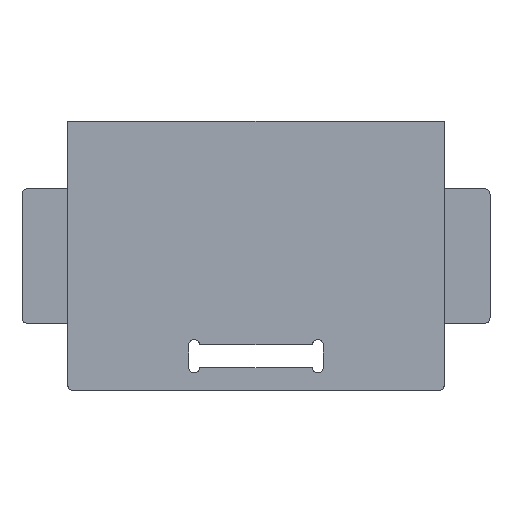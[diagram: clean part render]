
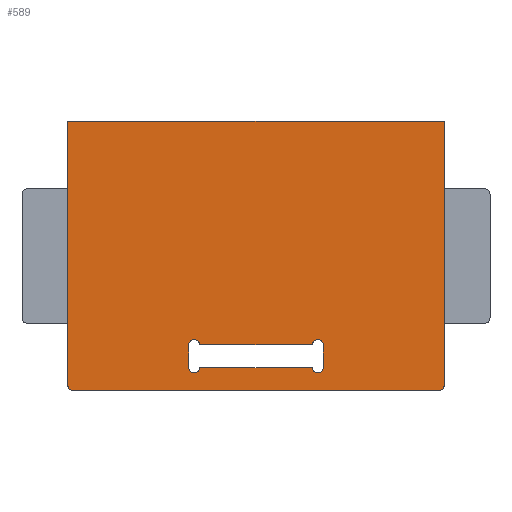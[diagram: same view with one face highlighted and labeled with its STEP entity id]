
A CAD part, top view. The second image highlights one B-rep face of the part: STEP entity #589.
In plain terms, the highlighted planar face has unit normal (0, 0, 1).
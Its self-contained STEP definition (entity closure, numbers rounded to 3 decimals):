
#15=FACE_BOUND('',#103,.T.);
#18=CIRCLE('',#610,2.);
#20=CIRCLE('',#614,2.);
#22=CIRCLE('',#619,2.);
#24=CIRCLE('',#622,2.);
#36=CIRCLE('',#644,2.);
#37=CIRCLE('',#647,2.);
#71=FACE_OUTER_BOUND('',#102,.T.);
#102=EDGE_LOOP('',(#504,#505,#506,#507,#508,#509));
#103=EDGE_LOOP('',(#510,#511,#512,#513,#514,#515,#516,#517));
#118=LINE('',#840,#182);
#131=LINE('',#866,#195);
#133=LINE('',#871,#197);
#138=LINE('',#885,#202);
#142=LINE('',#898,#206);
#146=LINE('',#906,#210);
#169=LINE('',#978,#233);
#171=LINE('',#981,#235);
#182=VECTOR('',#670,10.);
#195=VECTOR('',#685,10.);
#197=VECTOR('',#689,10.);
#202=VECTOR('',#702,10.);
#206=VECTOR('',#714,10.);
#210=VECTOR('',#720,10.);
#233=VECTOR('',#799,10.);
#235=VECTOR('',#803,10.);
#244=VERTEX_POINT('',#837);
#245=VERTEX_POINT('',#839);
#256=VERTEX_POINT('',#863);
#257=VERTEX_POINT('',#865);
#258=VERTEX_POINT('',#869);
#259=VERTEX_POINT('',#870);
#262=VERTEX_POINT('',#878);
#264=VERTEX_POINT('',#884);
#266=VERTEX_POINT('',#890);
#268=VERTEX_POINT('',#896);
#269=VERTEX_POINT('',#897);
#272=VERTEX_POINT('',#905);
#292=VERTEX_POINT('',#973);
#293=VERTEX_POINT('',#977);
#302=EDGE_CURVE('',#245,#244,#118,.T.);
#315=EDGE_CURVE('',#257,#256,#131,.T.);
#317=EDGE_CURVE('',#258,#259,#133,.T.);
#321=EDGE_CURVE('',#259,#262,#18,.T.);
#324=EDGE_CURVE('',#262,#264,#138,.T.);
#327=EDGE_CURVE('',#264,#266,#20,.T.);
#330=EDGE_CURVE('',#268,#269,#142,.T.);
#334=EDGE_CURVE('',#266,#272,#146,.T.);
#337=EDGE_CURVE('',#272,#268,#22,.T.);
#339=EDGE_CURVE('',#269,#258,#24,.T.);
#370=EDGE_CURVE('',#245,#292,#36,.T.);
#372=EDGE_CURVE('',#293,#292,#169,.T.);
#374=EDGE_CURVE('',#244,#257,#171,.T.);
#375=EDGE_CURVE('',#293,#256,#37,.T.);
#504=ORIENTED_EDGE('',*,*,#370,.F.);
#505=ORIENTED_EDGE('',*,*,#302,.T.);
#506=ORIENTED_EDGE('',*,*,#374,.T.);
#507=ORIENTED_EDGE('',*,*,#315,.T.);
#508=ORIENTED_EDGE('',*,*,#375,.F.);
#509=ORIENTED_EDGE('',*,*,#372,.T.);
#510=ORIENTED_EDGE('',*,*,#334,.T.);
#511=ORIENTED_EDGE('',*,*,#337,.T.);
#512=ORIENTED_EDGE('',*,*,#330,.T.);
#513=ORIENTED_EDGE('',*,*,#339,.T.);
#514=ORIENTED_EDGE('',*,*,#317,.T.);
#515=ORIENTED_EDGE('',*,*,#321,.T.);
#516=ORIENTED_EDGE('',*,*,#324,.T.);
#517=ORIENTED_EDGE('',*,*,#327,.T.);
#560=PLANE('',#646);
#589=ADVANCED_FACE('',(#71,#15),#560,.T.);
#610=AXIS2_PLACEMENT_3D('',#879,#695,#696);
#614=AXIS2_PLACEMENT_3D('',#891,#707,#708);
#619=AXIS2_PLACEMENT_3D('',#911,#725,#726);
#622=AXIS2_PLACEMENT_3D('',#914,#731,#732);
#644=AXIS2_PLACEMENT_3D('',#974,#794,#795);
#646=AXIS2_PLACEMENT_3D('',#980,#801,#802);
#647=AXIS2_PLACEMENT_3D('',#982,#804,#805);
#670=DIRECTION('',(0.,1.,0.));
#685=DIRECTION('',(0.,-1.,0.));
#689=DIRECTION('',(0.,1.,0.));
#695=DIRECTION('center_axis',(0.,0.,-1.));
#696=DIRECTION('ref_axis',(-1.,0.,0.));
#702=DIRECTION('',(1.,0.,0.));
#707=DIRECTION('center_axis',(0.,0.,-1.));
#708=DIRECTION('ref_axis',(-1.,0.,0.));
#714=DIRECTION('',(-1.,0.,0.));
#720=DIRECTION('',(0.,-1.,0.));
#725=DIRECTION('center_axis',(0.,0.,-1.));
#726=DIRECTION('ref_axis',(1.,0.,0.));
#731=DIRECTION('center_axis',(0.,0.,-1.));
#732=DIRECTION('ref_axis',(1.,0.,0.));
#794=DIRECTION('center_axis',(0.,0.,-1.));
#795=DIRECTION('ref_axis',(0.707,-0.707,0.));
#799=DIRECTION('',(1.,0.,0.));
#801=DIRECTION('center_axis',(0.,0.,1.));
#802=DIRECTION('ref_axis',(1.,0.,0.));
#803=DIRECTION('',(-1.,0.,0.));
#804=DIRECTION('center_axis',(0.,0.,-1.));
#805=DIRECTION('ref_axis',(-0.707,-0.707,0.));
#837=CARTESIAN_POINT('',(70.,50.,17.));
#839=CARTESIAN_POINT('',(70.,-48.,17.));
#840=CARTESIAN_POINT('',(70.,-50.,17.));
#863=CARTESIAN_POINT('',(-70.,-48.,17.));
#865=CARTESIAN_POINT('',(-70.,50.,17.));
#866=CARTESIAN_POINT('',(-70.,50.,17.));
#869=CARTESIAN_POINT('',(-25.,-41.5,17.));
#870=CARTESIAN_POINT('',(-25.,-33.,17.));
#871=CARTESIAN_POINT('',(-25.,-16.5,17.));
#878=CARTESIAN_POINT('',(-21.,-33.,17.));
#879=CARTESIAN_POINT('Origin',(-23.,-33.,17.));
#884=CARTESIAN_POINT('',(21.,-33.,17.));
#885=CARTESIAN_POINT('',(12.5,-33.,17.));
#890=CARTESIAN_POINT('',(25.,-33.,17.));
#891=CARTESIAN_POINT('Origin',(23.,-33.,17.));
#896=CARTESIAN_POINT('',(21.,-41.5,17.));
#897=CARTESIAN_POINT('',(-21.,-41.5,17.));
#898=CARTESIAN_POINT('',(-12.5,-41.5,17.));
#905=CARTESIAN_POINT('',(25.,-41.5,17.));
#906=CARTESIAN_POINT('',(25.,-20.75,17.));
#911=CARTESIAN_POINT('Origin',(23.,-41.5,17.));
#914=CARTESIAN_POINT('Origin',(-23.,-41.5,17.));
#973=CARTESIAN_POINT('',(68.,-50.,17.));
#974=CARTESIAN_POINT('Origin',(68.,-48.,17.));
#977=CARTESIAN_POINT('',(-68.,-50.,17.));
#978=CARTESIAN_POINT('',(-70.,-50.,17.));
#980=CARTESIAN_POINT('Origin',(0.,0.,17.));
#981=CARTESIAN_POINT('',(70.,50.,17.));
#982=CARTESIAN_POINT('Origin',(-68.,-48.,17.));
